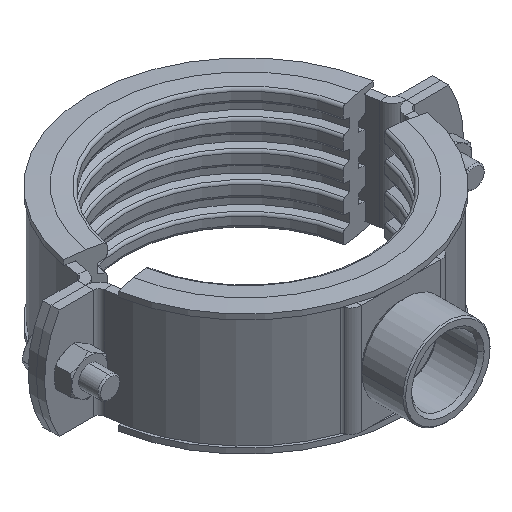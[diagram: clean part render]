
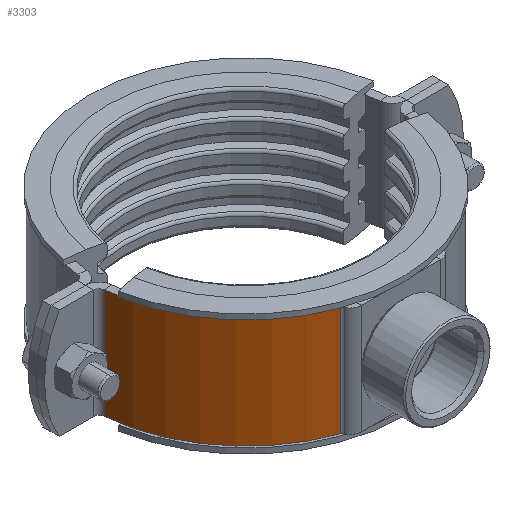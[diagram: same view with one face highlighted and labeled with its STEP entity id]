
A CAD part, isometric view. The second image highlights one B-rep face of the part: STEP entity #3303.
In plain terms, the highlighted cylindrical face has radius 56.75 mm (diameter 113.5 mm), a partial arc.
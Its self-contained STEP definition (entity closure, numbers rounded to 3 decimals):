
#376 = DIRECTION ( 'NONE',  ( 0., 0., -1. ) ) ;
#564 = VECTOR ( 'NONE', #376, 1000. ) ;
#701 = DIRECTION ( 'NONE',  ( -1., 0., 0. ) ) ;
#894 = DIRECTION ( 'NONE',  ( 1., 0., 0. ) ) ;
#931 = CARTESIAN_POINT ( 'NONE',  ( -18.864, -53.523, -20. ) ) ;
#1053 = CARTESIAN_POINT ( 'NONE',  ( -56.544, -4.83, 20. ) ) ;
#1109 = CARTESIAN_POINT ( 'NONE',  ( 0., 0., -20. ) ) ;
#1206 = CYLINDRICAL_SURFACE ( 'NONE', #5871, 56.75 ) ;
#2180 = AXIS2_PLACEMENT_3D ( 'NONE', #1109, #3282, #5401 ) ;
#2452 = ORIENTED_EDGE ( 'NONE', *, *, #6700, .T. ) ;
#2947 = VERTEX_POINT ( 'NONE', #6540 ) ;
#3015 = LINE ( 'NONE', #5164, #564 ) ;
#3160 = CARTESIAN_POINT ( 'NONE',  ( -56.544, -4.83, -20. ) ) ;
#3215 = DIRECTION ( 'NONE',  ( 0., 0., -1. ) ) ;
#3282 = DIRECTION ( 'NONE',  ( 0., 0., -1. ) ) ;
#3303 = ADVANCED_FACE ( 'NONE', ( #5992 ), #1206, .T. ) ;
#3385 = CARTESIAN_POINT ( 'NONE',  ( 0., 0., 20. ) ) ;
#3494 = ORIENTED_EDGE ( 'NONE', *, *, #5526, .F. ) ;
#3511 = AXIS2_PLACEMENT_3D ( 'NONE', #3599, #5691, #894 ) ;
#3589 = VERTEX_POINT ( 'NONE', #3806 ) ;
#3599 = CARTESIAN_POINT ( 'NONE',  ( 0., 0., 20. ) ) ;
#3806 = CARTESIAN_POINT ( 'NONE',  ( -56.544, -4.83, 20. ) ) ;
#4094 = VECTOR ( 'NONE', #3215, 1000. ) ;
#4165 = ORIENTED_EDGE ( 'NONE', *, *, #5776, .F. ) ;
#4940 = VERTEX_POINT ( 'NONE', #931 ) ;
#5164 = CARTESIAN_POINT ( 'NONE',  ( -18.864, -53.523, 20. ) ) ;
#5256 = CIRCLE ( 'NONE', #2180, 56.75 ) ;
#5310 = EDGE_LOOP ( 'NONE', ( #3494, #4165, #2452, #6329 ) ) ;
#5401 = DIRECTION ( 'NONE',  ( 1., 0., 0. ) ) ;
#5495 = DIRECTION ( 'NONE',  ( 0., 0., -1. ) ) ;
#5526 = EDGE_CURVE ( 'NONE', #4940, #5901, #5256, .T. ) ;
#5691 = DIRECTION ( 'NONE',  ( 0., 0., -1. ) ) ;
#5776 = EDGE_CURVE ( 'NONE', #2947, #4940, #3015, .T. ) ;
#5848 = LINE ( 'NONE', #1053, #4094 ) ;
#5871 = AXIS2_PLACEMENT_3D ( 'NONE', #3385, #5495, #701 ) ;
#5901 = VERTEX_POINT ( 'NONE', #3160 ) ;
#5992 = FACE_OUTER_BOUND ( 'NONE', #5310, .T. ) ;
#6329 = ORIENTED_EDGE ( 'NONE', *, *, #6384, .T. ) ;
#6384 = EDGE_CURVE ( 'NONE', #3589, #5901, #5848, .T. ) ;
#6446 = CIRCLE ( 'NONE', #3511, 56.75 ) ;
#6540 = CARTESIAN_POINT ( 'NONE',  ( -18.864, -53.523, 20. ) ) ;
#6700 = EDGE_CURVE ( 'NONE', #2947, #3589, #6446, .T. ) ;
